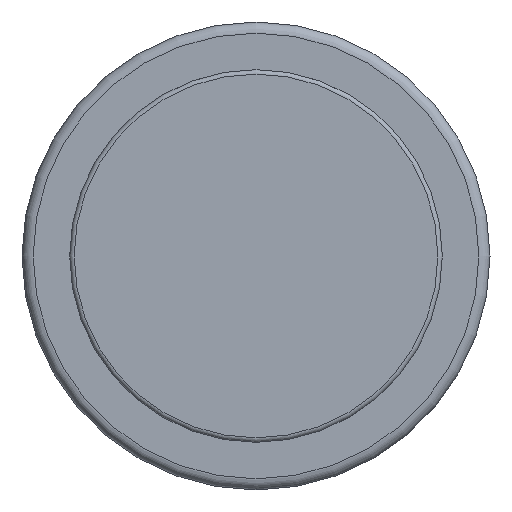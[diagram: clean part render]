
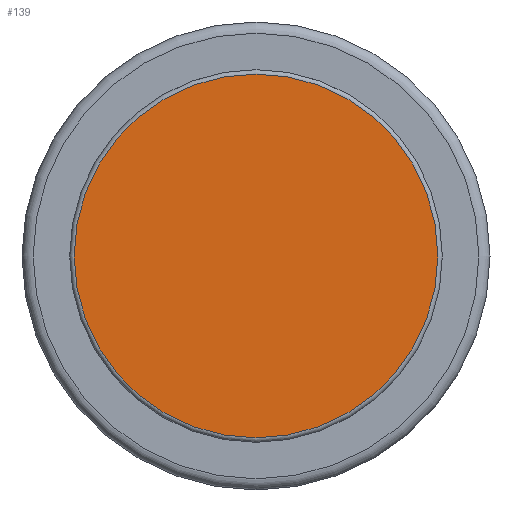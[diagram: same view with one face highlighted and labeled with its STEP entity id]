
A CAD part, top view. The second image highlights one B-rep face of the part: STEP entity #139.
In plain terms, the highlighted planar face has unit normal (0, 0, 1).
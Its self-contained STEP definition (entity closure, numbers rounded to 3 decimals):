
#139 = ADVANCED_FACE( '', ( #307 ), #308, .F. );
#307 = FACE_OUTER_BOUND( '', #490, .T. );
#308 = PLANE( '', #491 );
#490 = EDGE_LOOP( '', ( #781 ) );
#491 = AXIS2_PLACEMENT_3D( '', #782, #783, #784 );
#781 = ORIENTED_EDGE( '', *, *, #922, .T. );
#782 = CARTESIAN_POINT( '', ( 0., 8.35, 50. ) );
#783 = DIRECTION( '', ( 0., 0., -1. ) );
#784 = DIRECTION( '', ( -1., 0., 0. ) );
#922 = EDGE_CURVE( '', #1068, #1068, #1069, .F. );
#1068 = VERTEX_POINT( '', #1311 );
#1069 = CIRCLE( '', #1312, 8.15 );
#1311 = CARTESIAN_POINT( '', ( -8.15, 0., 50. ) );
#1312 = AXIS2_PLACEMENT_3D( '', #1555, #1556, #1557 );
#1555 = CARTESIAN_POINT( '', ( 0., 0., 50. ) );
#1556 = DIRECTION( '', ( 0., 0., -1. ) );
#1557 = DIRECTION( '', ( -1., 0., 0. ) );
